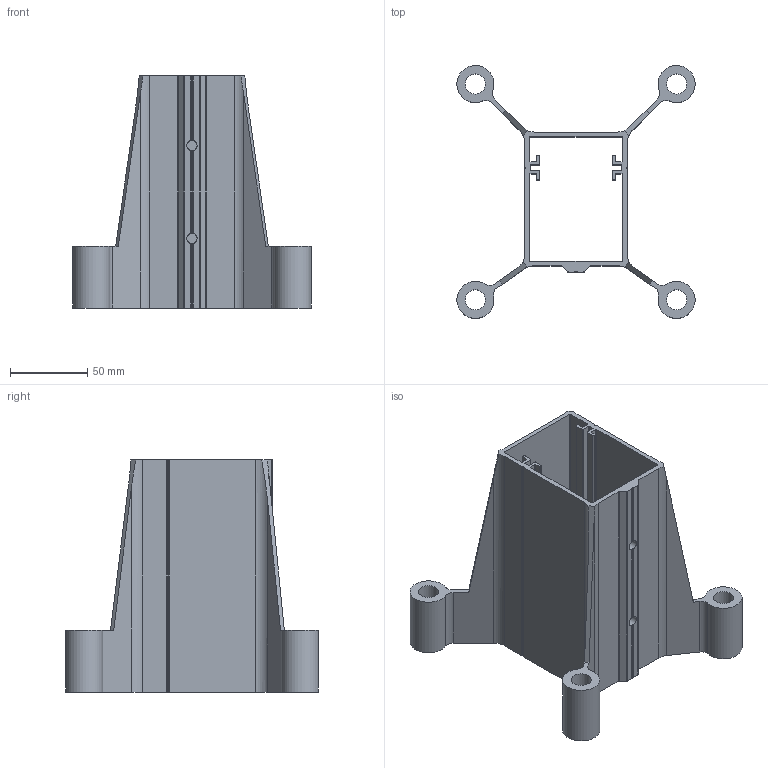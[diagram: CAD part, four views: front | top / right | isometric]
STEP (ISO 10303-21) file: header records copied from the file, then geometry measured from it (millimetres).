
FILE_DESCRIPTION(/* description */ (''),/* implementation_level */ '2;1');
FILE_NAME(/* name */ 'SZ8055N_B.stp',/* time_stamp */ '2022-09-13T07:33:56+02:00',/* author */ ('matthiasboeke'),/* organization */ (''),/* preprocessor_version */ 'ST-DEVELOPER v18.1',/* originating_system */ 'Autodesk Inventor 2020',/* authorisation */ '');
FILE_SCHEMA (('CONFIG_CONTROL_DESIGN'));
Length unit declared in the file: millimetre
Products named in the file (1): SZ8055N_B
Bounding box: 153.94 x 163.46 x 150 mm (x, y, z)
Volume: 235820 mm3; surface area: 140833.8 mm2
Topology: 1 solids, 1 shells, 140 faces, 420 edges, 280 vertices
Faces by surface type: cylinder 73, plane 67
Full cylindrical faces by diameter (mm): 6.647 x2, 13 x4
Entity records: 4899 total; most frequent: CARTESIAN_POINT 917, DIRECTION 844, ORIENTED_EDGE 840, EDGE_CURVE 420, AXIS2_PLACEMENT_3D 295, VERTEX_POINT 280, LINE 254, VECTOR 254
